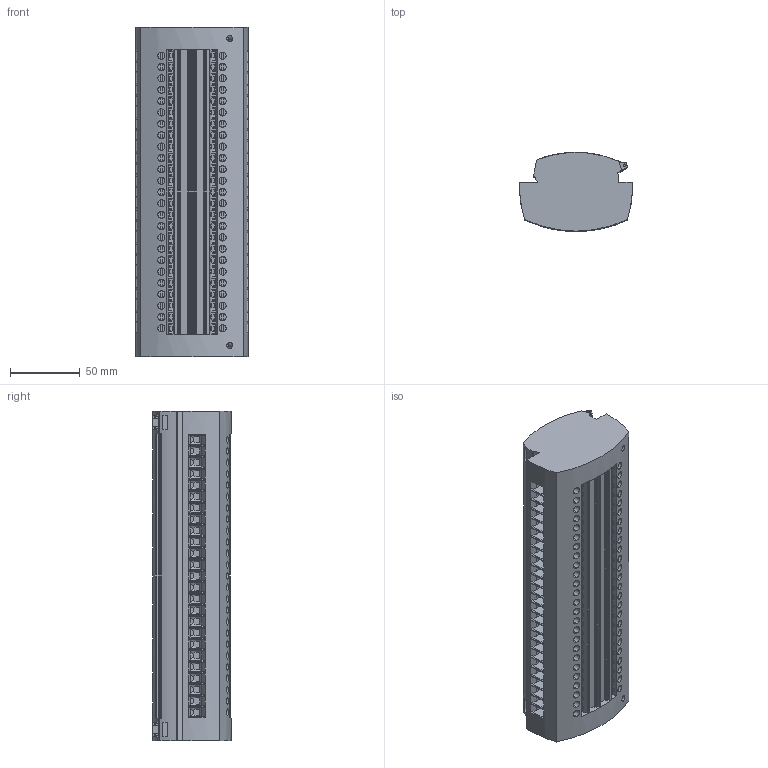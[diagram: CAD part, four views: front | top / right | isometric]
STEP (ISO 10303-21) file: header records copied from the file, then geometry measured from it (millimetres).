
FILE_DESCRIPTION(('SolidDesigner STEP Export'),'2;1');
FILE_NAME('3069804_UTWE_6_2_25-select.stp','2016-08-17T11:27:13',(''),(''),'Creo Elements/Direct Modeling STEP processor for AP214 (Solid Model)','Creo Elements/Direct Modeling 18.1G 27-Feb-2015 (C) Parametric Technology GmbH','');
FILE_SCHEMA(('AUTOMOTIVE_DESIGN { 1 0 10303 214 1 1 1 1 }'));
Products named in the file (1): 3069804_UTWE_6_2_25-select
Bounding box: 80.94 x 56.5 x 236.35 mm (x, y, z)
Volume: 700072.6 mm3; surface area: 153696.1 mm2
Topology: 1 solids, 1 shells, 3617 faces, 10254 edges, 6823 vertices
Faces by surface type: plane 3332, cone 150, cylinder 131, extrusion 4
Entity records: 172278 total; most frequent: CARTESIAN_POINT 50313, ORIENTED_EDGE 20508, DIRECTION 16916, EDGE_CURVE 10254, VECTOR 8728, LINE 8724, VERTEX_POINT 6823, AXIS2_PLACEMENT_3D 4094
